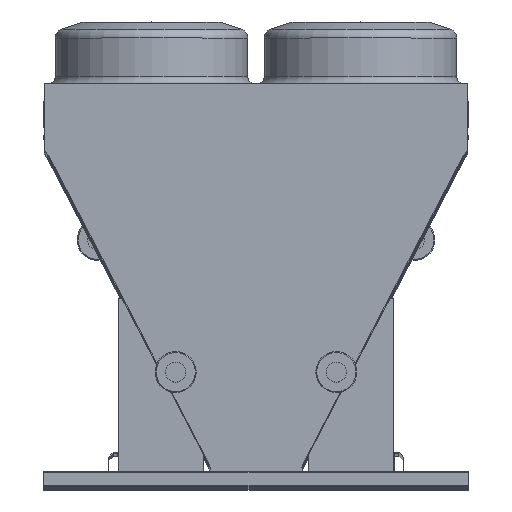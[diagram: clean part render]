
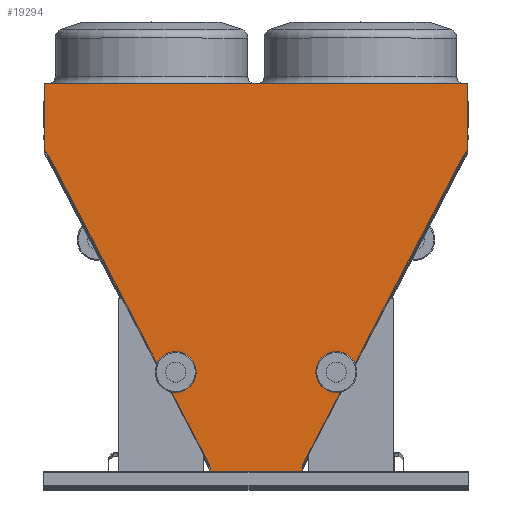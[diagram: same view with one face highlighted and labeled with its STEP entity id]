
A CAD part, top view. The second image highlights one B-rep face of the part: STEP entity #19294.
In plain terms, the highlighted planar face has unit normal (0, 0, 1).
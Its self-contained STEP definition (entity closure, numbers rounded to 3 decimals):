
#249 = CARTESIAN_POINT ( 'NONE',  ( -1136.282, 1727.462, 0. ) ) ;
#1212 = ORIENTED_EDGE ( 'NONE', *, *, #20608, .T. ) ;
#1284 = EDGE_CURVE ( 'NONE', #16975, #15044, #47661, .T. ) ;
#1873 = ORIENTED_EDGE ( 'NONE', *, *, #34139, .T. ) ;
#1878 = VECTOR ( 'NONE', #16306, 1000. ) ;
#1982 = CARTESIAN_POINT ( 'NONE',  ( -1127.739, 1711.053, 0. ) ) ;
#2202 = EDGE_CURVE ( 'NONE', #15044, #25580, #30886, .T. ) ;
#2370 = VERTEX_POINT ( 'NONE', #19252 ) ;
#2434 = DIRECTION ( 'NONE',  ( 1., 0., 0. ) ) ;
#2682 = CARTESIAN_POINT ( 'NONE',  ( -1136.282, 2083.62, 0. ) ) ;
#2954 = CARTESIAN_POINT ( 'NONE',  ( -246.893, 17.358, 0. ) ) ;
#3805 = LINE ( 'NONE', #27781, #15241 ) ;
#4114 = CARTESIAN_POINT ( 'NONE',  ( 1136.15, 2083.62, 0. ) ) ;
#4365 = CARTESIAN_POINT ( 'NONE',  ( 279.893, 1.482, 0. ) ) ;
#5049 = CARTESIAN_POINT ( 'NONE',  ( -1136.282, 1727.462, 0. ) ) ;
#5159 = EDGE_CURVE ( 'NONE', #42676, #14688, #33909, .T. ) ;
#5299 = EDGE_CURVE ( 'NONE', #19164, #43693, #17548, .T. ) ;
#6595 = LINE ( 'NONE', #5049, #25946 ) ;
#7077 = LINE ( 'NONE', #44624, #47984 ) ;
#7774 = EDGE_CURVE ( 'NONE', #14688, #31236, #7077, .T. ) ;
#7871 = CARTESIAN_POINT ( 'NONE',  ( -246.893, 17.358, 0. ) ) ;
#7934 = LINE ( 'NONE', #46447, #27328 ) ;
#8863 = DIRECTION ( 'NONE',  ( 0., -1., 0. ) ) ;
#9138 = VECTOR ( 'NONE', #36888, 1000. ) ;
#9701 = CARTESIAN_POINT ( 'NONE',  ( -279.893, 0., 0. ) ) ;
#9752 = VERTEX_POINT ( 'NONE', #28850 ) ;
#10512 = DIRECTION ( 'NONE',  ( 0.887, 0.462, 0. ) ) ;
#10546 = CARTESIAN_POINT ( 'NONE',  ( 279.893, 1.482, 0. ) ) ;
#11468 = LINE ( 'NONE', #19631, #42266 ) ;
#11489 = CARTESIAN_POINT ( 'NONE',  ( 1127.607, 1711.053, 0. ) ) ;
#13322 = EDGE_CURVE ( 'NONE', #41965, #17175, #43992, .T. ) ;
#13704 = LINE ( 'NONE', #2682, #33076 ) ;
#13777 = ORIENTED_EDGE ( 'NONE', *, *, #48172, .T. ) ;
#14093 = DIRECTION ( 'NONE',  ( -1., 0., 0. ) ) ;
#14688 = VERTEX_POINT ( 'NONE', #25619 ) ;
#15044 = VERTEX_POINT ( 'NONE', #24215 ) ;
#15186 = CARTESIAN_POINT ( 'NONE',  ( 246.893, 17.358, 0. ) ) ;
#15241 = VECTOR ( 'NONE', #39419, 1000. ) ;
#16039 = VECTOR ( 'NONE', #19692, 1000. ) ;
#16306 = DIRECTION ( 'NONE',  ( 0., 1., 0. ) ) ;
#16604 = VECTOR ( 'NONE', #20681, 1000. ) ;
#16880 = VECTOR ( 'NONE', #42127, 1000. ) ;
#16975 = VERTEX_POINT ( 'NONE', #37387 ) ;
#17167 = ORIENTED_EDGE ( 'NONE', *, *, #17592, .T. ) ;
#17175 = VERTEX_POINT ( 'NONE', #4114 ) ;
#17322 = DIRECTION ( 'NONE',  ( 0.462, -0.887, 0. ) ) ;
#17474 = FACE_OUTER_BOUND ( 'NONE', #27634, .T. ) ;
#17548 = LINE ( 'NONE', #10546, #26632 ) ;
#17592 = EDGE_CURVE ( 'NONE', #31236, #19164, #3805, .T. ) ;
#17835 = LINE ( 'NONE', #47499, #16604 ) ;
#19164 = VERTEX_POINT ( 'NONE', #4365 ) ;
#19252 = CARTESIAN_POINT ( 'NONE',  ( 1127.607, 1711.053, 0. ) ) ;
#19294 = ADVANCED_FACE ( 'NONE', ( #17474 ), #32174, .F. ) ;
#19383 = VECTOR ( 'NONE', #37696, 1000. ) ;
#19490 = ORIENTED_EDGE ( 'NONE', *, *, #7774, .T. ) ;
#19631 = CARTESIAN_POINT ( 'NONE',  ( -246.893, 17.358, 0. ) ) ;
#19681 = ORIENTED_EDGE ( 'NONE', *, *, #1284, .T. ) ;
#19692 = DIRECTION ( 'NONE',  ( 0.462, 0.887, 0. ) ) ;
#19979 = CARTESIAN_POINT ( 'NONE',  ( 246.893, 1.482, 0. ) ) ;
#20608 = EDGE_CURVE ( 'NONE', #24325, #16975, #34371, .T. ) ;
#20681 = DIRECTION ( 'NONE',  ( -0.463, 0.886, 0. ) ) ;
#21083 = CARTESIAN_POINT ( 'NONE',  ( -279.893, 1.482, 0. ) ) ;
#22051 = VERTEX_POINT ( 'NONE', #43880 ) ;
#22067 = ORIENTED_EDGE ( 'NONE', *, *, #13322, .T. ) ;
#22798 = ORIENTED_EDGE ( 'NONE', *, *, #40783, .T. ) ;
#22961 = EDGE_CURVE ( 'NONE', #25580, #22051, #11468, .T. ) ;
#22985 = VERTEX_POINT ( 'NONE', #249 ) ;
#23462 = EDGE_CURVE ( 'NONE', #43693, #28407, #47502, .T. ) ;
#23494 = DIRECTION ( 'NONE',  ( -1., 0., 0. ) ) ;
#24215 = CARTESIAN_POINT ( 'NONE',  ( -245.403, 20.223, 0. ) ) ;
#24261 = CARTESIAN_POINT ( 'NONE',  ( 246.893, 17.358, 0. ) ) ;
#24325 = VERTEX_POINT ( 'NONE', #1982 ) ;
#24574 = DIRECTION ( 'NONE',  ( -1., 0., 0. ) ) ;
#25322 = ORIENTED_EDGE ( 'NONE', *, *, #48837, .T. ) ;
#25580 = VERTEX_POINT ( 'NONE', #7871 ) ;
#25619 = CARTESIAN_POINT ( 'NONE',  ( -279.893, 0., 0. ) ) ;
#25711 = ORIENTED_EDGE ( 'NONE', *, *, #5299, .T. ) ;
#25946 = VECTOR ( 'NONE', #8863, 1000. ) ;
#26430 = VECTOR ( 'NONE', #17322, 1000. ) ;
#26632 = VECTOR ( 'NONE', #41409, 1000. ) ;
#26784 = ORIENTED_EDGE ( 'NONE', *, *, #2202, .T. ) ;
#27328 = VECTOR ( 'NONE', #23494, 1000. ) ;
#27534 = LINE ( 'NONE', #42063, #16039 ) ;
#27634 = EDGE_LOOP ( 'NONE', ( #39050, #48687, #1212, #19681, #26784, #39585, #1873, #33318, #19490, #17167, #25711, #38498, #32746, #22798, #13777, #25322, #22067, #30383 ) ) ;
#27781 = CARTESIAN_POINT ( 'NONE',  ( 279.893, 0., 0. ) ) ;
#28407 = VERTEX_POINT ( 'NONE', #24261 ) ;
#28850 = CARTESIAN_POINT ( 'NONE',  ( 1126.218, 1711.776, 0. ) ) ;
#29968 = CARTESIAN_POINT ( 'NONE',  ( -1127.739, 1711.053, 0. ) ) ;
#30208 = EDGE_CURVE ( 'NONE', #22985, #24325, #37921, .T. ) ;
#30279 = EDGE_CURVE ( 'NONE', #17175, #37262, #13704, .T. ) ;
#30383 = ORIENTED_EDGE ( 'NONE', *, *, #30279, .T. ) ;
#30886 = LINE ( 'NONE', #2954, #19383 ) ;
#31061 = VECTOR ( 'NONE', #43604, 1000. ) ;
#31236 = VERTEX_POINT ( 'NONE', #48103 ) ;
#31694 = CARTESIAN_POINT ( 'NONE',  ( 1136.15, 2083.62, 0. ) ) ;
#32174 = PLANE ( 'NONE',  #42312 ) ;
#32498 = CARTESIAN_POINT ( 'NONE',  ( -245.403, 20.223, 0. ) ) ;
#32687 = VECTOR ( 'NONE', #32895, 1000. ) ;
#32746 = ORIENTED_EDGE ( 'NONE', *, *, #40932, .T. ) ;
#32875 = CARTESIAN_POINT ( 'NONE',  ( -1127.739, 1711.053, 0. ) ) ;
#32895 = DIRECTION ( 'NONE',  ( 0., -1., 0. ) ) ;
#33076 = VECTOR ( 'NONE', #14093, 1000. ) ;
#33318 = ORIENTED_EDGE ( 'NONE', *, *, #5159, .T. ) ;
#33909 = LINE ( 'NONE', #9701, #32687 ) ;
#34139 = EDGE_CURVE ( 'NONE', #22051, #42676, #7934, .T. ) ;
#34371 = LINE ( 'NONE', #29968, #43312 ) ;
#35817 = VERTEX_POINT ( 'NONE', #38211 ) ;
#36057 = CARTESIAN_POINT ( 'NONE',  ( 0., 0., 0. ) ) ;
#36888 = DIRECTION ( 'NONE',  ( 0.462, -0.887, 0. ) ) ;
#37262 = VERTEX_POINT ( 'NONE', #37333 ) ;
#37333 = CARTESIAN_POINT ( 'NONE',  ( -1136.282, 2083.62, 0. ) ) ;
#37387 = CARTESIAN_POINT ( 'NONE',  ( -1126.246, 1711.83, 0. ) ) ;
#37696 = DIRECTION ( 'NONE',  ( -0.461, -0.887, 0. ) ) ;
#37921 = LINE ( 'NONE', #32875, #26430 ) ;
#38211 = CARTESIAN_POINT ( 'NONE',  ( 245.39, 20.232, 0. ) ) ;
#38498 = ORIENTED_EDGE ( 'NONE', *, *, #23462, .T. ) ;
#39050 = ORIENTED_EDGE ( 'NONE', *, *, #47146, .T. ) ;
#39419 = DIRECTION ( 'NONE',  ( 0., 1., 0. ) ) ;
#39585 = ORIENTED_EDGE ( 'NONE', *, *, #22961, .T. ) ;
#39700 = CARTESIAN_POINT ( 'NONE',  ( 1136.15, 1727.462, 0. ) ) ;
#40721 = LINE ( 'NONE', #11489, #49655 ) ;
#40783 = EDGE_CURVE ( 'NONE', #35817, #9752, #27534, .T. ) ;
#40932 = EDGE_CURVE ( 'NONE', #28407, #35817, #17835, .T. ) ;
#41409 = DIRECTION ( 'NONE',  ( -1., 0., 0. ) ) ;
#41965 = VERTEX_POINT ( 'NONE', #39700 ) ;
#42063 = CARTESIAN_POINT ( 'NONE',  ( 245.39, 20.232, 0. ) ) ;
#42127 = DIRECTION ( 'NONE',  ( 0., 1., 0. ) ) ;
#42266 = VECTOR ( 'NONE', #46453, 1000. ) ;
#42312 = AXIS2_PLACEMENT_3D ( 'NONE', #36057, #47501, #24574 ) ;
#42352 = DIRECTION ( 'NONE',  ( 0.887, -0.462, 0. ) ) ;
#42457 = LINE ( 'NONE', #47386, #31061 ) ;
#42676 = VERTEX_POINT ( 'NONE', #21083 ) ;
#43312 = VECTOR ( 'NONE', #10512, 1000. ) ;
#43604 = DIRECTION ( 'NONE',  ( 0.462, 0.887, 0. ) ) ;
#43693 = VERTEX_POINT ( 'NONE', #19979 ) ;
#43880 = CARTESIAN_POINT ( 'NONE',  ( -246.893, 1.482, 0. ) ) ;
#43992 = LINE ( 'NONE', #31694, #1878 ) ;
#44624 = CARTESIAN_POINT ( 'NONE',  ( 279.893, 0., 0. ) ) ;
#46447 = CARTESIAN_POINT ( 'NONE',  ( -279.893, 1.482, 0. ) ) ;
#46453 = DIRECTION ( 'NONE',  ( 0., -1., 0. ) ) ;
#47146 = EDGE_CURVE ( 'NONE', #37262, #22985, #6595, .T. ) ;
#47386 = CARTESIAN_POINT ( 'NONE',  ( 1127.607, 1711.053, 0. ) ) ;
#47499 = CARTESIAN_POINT ( 'NONE',  ( 246.893, 17.358, 0. ) ) ;
#47501 = DIRECTION ( 'NONE',  ( 0., 0., -1. ) ) ;
#47502 = LINE ( 'NONE', #15186, #16880 ) ;
#47661 = LINE ( 'NONE', #32498, #9138 ) ;
#47984 = VECTOR ( 'NONE', #2434, 1000. ) ;
#48103 = CARTESIAN_POINT ( 'NONE',  ( 279.893, 0., 0. ) ) ;
#48172 = EDGE_CURVE ( 'NONE', #9752, #2370, #40721, .T. ) ;
#48687 = ORIENTED_EDGE ( 'NONE', *, *, #30208, .T. ) ;
#48837 = EDGE_CURVE ( 'NONE', #2370, #41965, #42457, .T. ) ;
#49655 = VECTOR ( 'NONE', #42352, 1000. ) ;
